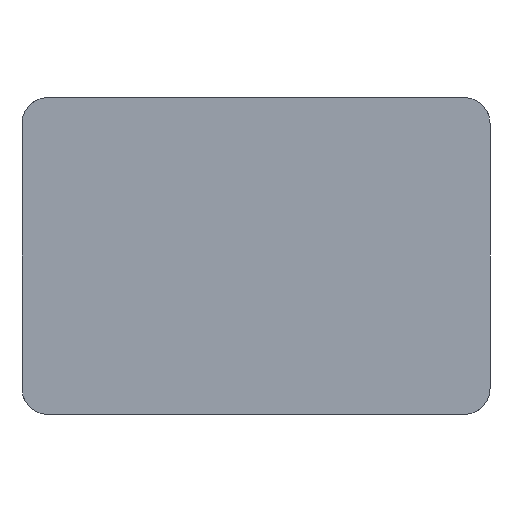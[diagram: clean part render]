
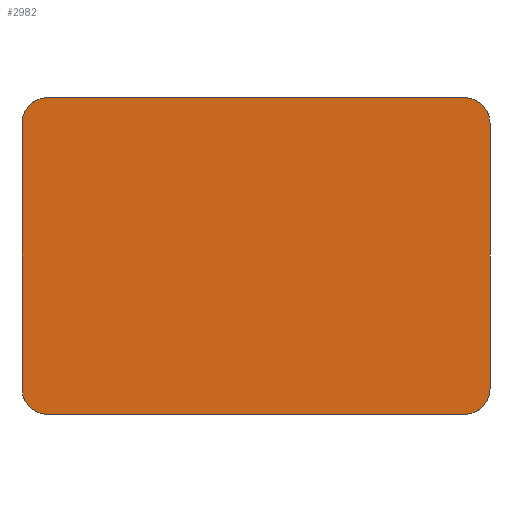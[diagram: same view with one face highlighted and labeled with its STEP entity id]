
A CAD part, front view. The second image highlights one B-rep face of the part: STEP entity #2982.
In plain terms, the highlighted planar face has unit normal (0, -1, 0).
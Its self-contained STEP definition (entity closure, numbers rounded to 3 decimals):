
#141=CARTESIAN_POINT('',(9.65,5.0,-0.676));
#142=VERTEX_POINT('',#141);
#149=CARTESIAN_POINT('',(9.59,5.0,-0.736));
#150=VERTEX_POINT('',#149);
#151=CARTESIAN_POINT('',(9.59,5.0,-0.676));
#152=DIRECTION('',(0.0,1.,0.0));
#153=DIRECTION('',(0.707,0.0,-0.707));
#154=AXIS2_PLACEMENT_3D('',#151,#152,#153);
#155=CIRCLE('',#154,0.06);
#156=EDGE_CURVE('',#142,#150,#155,.T.);
#253=CARTESIAN_POINT('',(8.622,5.0,-0.736));
#254=VERTEX_POINT('',#253);
#255=CARTESIAN_POINT('',(9.59,5.0,-0.736));
#256=DIRECTION('',(-1.0,0.0,0.0));
#257=VECTOR('',#256,0.968);
#258=LINE('',#255,#257);
#259=EDGE_CURVE('',#150,#254,#258,.T.);
#401=CARTESIAN_POINT('',(8.562,5.0,-0.676));
#402=VERTEX_POINT('',#401);
#403=CARTESIAN_POINT('',(8.622,5.0,-0.676));
#404=DIRECTION('',(0.0,1.0,0.0));
#405=DIRECTION('',(-0.707,0.0,-0.707));
#406=AXIS2_PLACEMENT_3D('',#403,#404,#405);
#407=CIRCLE('',#406,0.06);
#408=EDGE_CURVE('',#254,#402,#407,.T.);
#498=CARTESIAN_POINT('',(8.562,5.0,-0.06));
#499=VERTEX_POINT('',#498);
#506=CARTESIAN_POINT('',(8.622,5.0,0.0));
#507=VERTEX_POINT('',#506);
#508=CARTESIAN_POINT('',(8.622,5.0,-0.06));
#509=DIRECTION('',(0.0,1.0,0.0));
#510=DIRECTION('',(-0.707,0.0,0.707));
#511=AXIS2_PLACEMENT_3D('',#508,#509,#510);
#512=CIRCLE('',#511,0.06);
#513=EDGE_CURVE('',#499,#507,#512,.T.);
#530=CARTESIAN_POINT('',(9.59,5.0,0.0));
#531=VERTEX_POINT('',#530);
#532=CARTESIAN_POINT('',(9.59,5.0,0.0));
#533=DIRECTION('',(-1.0,0.0,0.0));
#534=VECTOR('',#533,0.968);
#535=LINE('',#532,#534);
#536=EDGE_CURVE('',#531,#507,#535,.T.);
#659=CARTESIAN_POINT('',(9.65,5.0,-0.06));
#660=VERTEX_POINT('',#659);
#661=CARTESIAN_POINT('',(9.59,5.0,-0.06));
#662=DIRECTION('',(0.0,1.,0.0));
#663=DIRECTION('',(0.707,0.0,0.707));
#664=AXIS2_PLACEMENT_3D('',#661,#662,#663);
#665=CIRCLE('',#664,0.06);
#666=EDGE_CURVE('',#531,#660,#665,.T.);
#687=CARTESIAN_POINT('',(9.65,5.0,-0.676));
#688=DIRECTION('',(0.0,0.0,1.0));
#689=VECTOR('',#688,0.616);
#690=LINE('',#687,#689);
#691=EDGE_CURVE('',#142,#660,#690,.T.);
#702=CARTESIAN_POINT('',(8.562,5.0,-0.676));
#703=DIRECTION('',(0.0,0.0,1.0));
#704=VECTOR('',#703,0.616);
#705=LINE('',#702,#704);
#706=EDGE_CURVE('',#402,#499,#705,.T.);
#2967=CARTESIAN_POINT('',(9.65,5.0,-0.205));
#2968=DIRECTION('',(0.0,-1.0,0.0));
#2969=DIRECTION('',(0.0,0.0,-1.0));
#2970=AXIS2_PLACEMENT_3D('',#2967,#2968,#2969);
#2971=PLANE('',#2970);
#2972=ORIENTED_EDGE('',*,*,#156,.F.);
#2973=ORIENTED_EDGE('',*,*,#691,.T.);
#2974=ORIENTED_EDGE('',*,*,#666,.F.);
#2975=ORIENTED_EDGE('',*,*,#536,.T.);
#2976=ORIENTED_EDGE('',*,*,#513,.F.);
#2977=ORIENTED_EDGE('',*,*,#706,.F.);
#2978=ORIENTED_EDGE('',*,*,#408,.F.);
#2979=ORIENTED_EDGE('',*,*,#259,.F.);
#2980=EDGE_LOOP('',(#2972,#2973,#2974,#2975,#2976,#2977,#2978,#2979));
#2981=FACE_OUTER_BOUND('',#2980,.T.);
#2982=ADVANCED_FACE('',(#2981),#2971,.T.);
